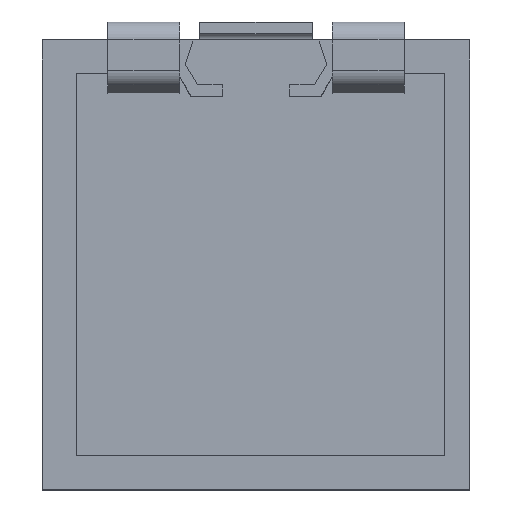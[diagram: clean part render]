
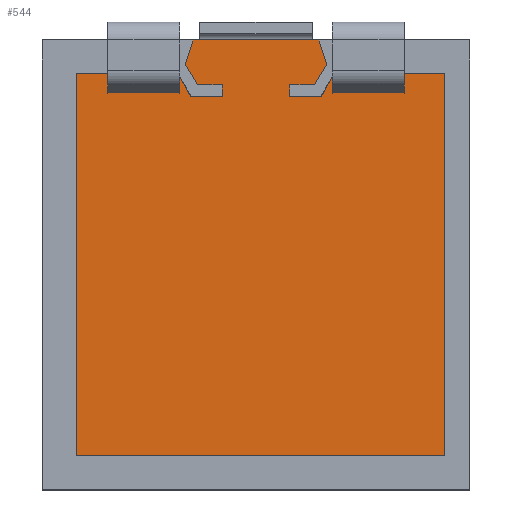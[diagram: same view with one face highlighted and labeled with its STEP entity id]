
A CAD part, top view. The second image highlights one B-rep face of the part: STEP entity #544.
In plain terms, the highlighted planar face has unit normal (0, 0, 1).
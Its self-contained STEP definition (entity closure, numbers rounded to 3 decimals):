
#544=ADVANCED_FACE('',(#1183),#1184,.T.);
#1183=FACE_OUTER_BOUND('',#2157,.T.);
#1184=PLANE('',#2158);
#2157=EDGE_LOOP('',(#4201,#4202,#4203,#4204,#4205,#4206,#4207,#4208,#4209,#4210,#4211,#4212,#4213,#4214,#4215,#4216,#4217,#4218));
#2158=AXIS2_PLACEMENT_3D('',#4219,#4220,#4221);
#4201=ORIENTED_EDGE('',*,*,#8002,.T.);
#4202=ORIENTED_EDGE('',*,*,#8003,.T.);
#4203=ORIENTED_EDGE('',*,*,#8004,.T.);
#4204=ORIENTED_EDGE('',*,*,#8005,.T.);
#4205=ORIENTED_EDGE('',*,*,#8006,.T.);
#4206=ORIENTED_EDGE('',*,*,#8007,.T.);
#4207=ORIENTED_EDGE('',*,*,#8008,.T.);
#4208=ORIENTED_EDGE('',*,*,#8009,.T.);
#4209=ORIENTED_EDGE('',*,*,#8010,.T.);
#4210=ORIENTED_EDGE('',*,*,#8011,.T.);
#4211=ORIENTED_EDGE('',*,*,#8001,.T.);
#4212=ORIENTED_EDGE('',*,*,#8012,.T.);
#4213=ORIENTED_EDGE('',*,*,#8013,.T.);
#4214=ORIENTED_EDGE('',*,*,#8014,.T.);
#4215=ORIENTED_EDGE('',*,*,#8015,.T.);
#4216=ORIENTED_EDGE('',*,*,#8016,.T.);
#4217=ORIENTED_EDGE('',*,*,#8017,.T.);
#4218=ORIENTED_EDGE('',*,*,#8018,.T.);
#4219=CARTESIAN_POINT('',(-0.254,0.445,0.0));
#4220=DIRECTION('',(0.0,0.0,1.0));
#4221=DIRECTION('',(1.0,-0.0,0.0));
#8001=EDGE_CURVE('',#9475,#9479,#9481,.T.);
#8002=EDGE_CURVE('',#9482,#9483,#9484,.T.);
#8003=EDGE_CURVE('',#9483,#9485,#9486,.T.);
#8004=EDGE_CURVE('',#9485,#9487,#9488,.T.);
#8005=EDGE_CURVE('',#9487,#9489,#9490,.T.);
#8006=EDGE_CURVE('',#9489,#9491,#9492,.T.);
#8007=EDGE_CURVE('',#9491,#9493,#9494,.T.);
#8008=EDGE_CURVE('',#9493,#9495,#9496,.T.);
#8009=EDGE_CURVE('',#9495,#9497,#9498,.T.);
#8010=EDGE_CURVE('',#9497,#9499,#9500,.T.);
#8011=EDGE_CURVE('',#9499,#9475,#9501,.T.);
#8012=EDGE_CURVE('',#9479,#9502,#9503,.T.);
#8013=EDGE_CURVE('',#9502,#9504,#9505,.T.);
#8014=EDGE_CURVE('',#9504,#9506,#9507,.T.);
#8015=EDGE_CURVE('',#9506,#9508,#9509,.T.);
#8016=EDGE_CURVE('',#9508,#9510,#9511,.T.);
#8017=EDGE_CURVE('',#9510,#9512,#9513,.T.);
#8018=EDGE_CURVE('',#9512,#9482,#9514,.T.);
#9475=VERTEX_POINT('',#11860);
#9479=VERTEX_POINT('',#11866);
#9481=LINE('',#11869,#11870);
#9482=VERTEX_POINT('',#11871);
#9483=VERTEX_POINT('',#11872);
#9484=LINE('',#11873,#11874);
#9485=VERTEX_POINT('',#11875);
#9486=LINE('',#11876,#11877);
#9487=VERTEX_POINT('',#11878);
#9488=LINE('',#11879,#11880);
#9489=VERTEX_POINT('',#11881);
#9490=LINE('',#11882,#11883);
#9491=VERTEX_POINT('',#11884);
#9492=LINE('',#11885,#11886);
#9493=VERTEX_POINT('',#11887);
#9494=LINE('',#11888,#11889);
#9495=VERTEX_POINT('',#11890);
#9496=LINE('',#11891,#11892);
#9497=VERTEX_POINT('',#11893);
#9498=LINE('',#11894,#11895);
#9499=VERTEX_POINT('',#11896);
#9500=LINE('',#11897,#11898);
#9501=LINE('',#11899,#11900);
#9502=VERTEX_POINT('',#11901);
#9503=LINE('',#11902,#11903);
#9504=VERTEX_POINT('',#11904);
#9505=LINE('',#11905,#11906);
#9506=VERTEX_POINT('',#11907);
#9507=LINE('',#11908,#11909);
#9508=VERTEX_POINT('',#11910);
#9509=LINE('',#11911,#11912);
#9510=VERTEX_POINT('',#11913);
#9511=LINE('',#11914,#11915);
#9512=VERTEX_POINT('',#11916);
#9513=LINE('',#11917,#11918);
#9514=LINE('',#11919,#11920);
#11860=CARTESIAN_POINT('',(0.356,2.286,0.0));
#11866=CARTESIAN_POINT('',(0.495,2.515,0.0));
#11869=CARTESIAN_POINT('',(0.356,2.286,0.0));
#11870=VECTOR('',#15403,0.268);
#11871=CARTESIAN_POINT('',(-1.041,2.159,0.0));
#11872=CARTESIAN_POINT('',(-1.194,2.413,0.0));
#11873=CARTESIAN_POINT('',(-1.041,2.159,0.0));
#11874=VECTOR('',#15404,0.296);
#11875=CARTESIAN_POINT('',(-2.337,2.413,0.0));
#11876=CARTESIAN_POINT('',(-1.194,2.413,0.0));
#11877=VECTOR('',#15405,1.143);
#11878=CARTESIAN_POINT('',(-2.337,-1.905,0.0));
#11879=CARTESIAN_POINT('',(-2.337,2.413,0.0));
#11880=VECTOR('',#15406,4.318);
#11881=CARTESIAN_POINT('',(1.829,-1.905,0.0));
#11882=CARTESIAN_POINT('',(-2.337,-1.905,0.0));
#11883=VECTOR('',#15407,4.166);
#11884=CARTESIAN_POINT('',(1.829,2.413,0.0));
#11885=CARTESIAN_POINT('',(1.829,-1.905,0.0));
#11886=VECTOR('',#15408,4.318);
#11887=CARTESIAN_POINT('',(0.584,2.413,0.0));
#11888=CARTESIAN_POINT('',(1.829,2.413,0.0));
#11889=VECTOR('',#15409,1.245);
#11890=CARTESIAN_POINT('',(0.432,2.159,0.0));
#11891=CARTESIAN_POINT('',(0.584,2.413,0.0));
#11892=VECTOR('',#15410,0.296);
#11893=CARTESIAN_POINT('',(0.076,2.159,0.0));
#11894=CARTESIAN_POINT('',(0.432,2.159,0.0));
#11895=VECTOR('',#15411,0.356);
#11896=CARTESIAN_POINT('',(0.076,2.286,0.0));
#11897=CARTESIAN_POINT('',(0.076,2.159,0.0));
#11898=VECTOR('',#15412,0.127);
#11899=CARTESIAN_POINT('',(0.076,2.286,0.0));
#11900=VECTOR('',#15413,0.279);
#11901=CARTESIAN_POINT('',(0.406,2.794,0.0));
#11902=CARTESIAN_POINT('',(0.495,2.515,0.0));
#11903=VECTOR('',#15414,0.293);
#11904=CARTESIAN_POINT('',(-1.016,2.794,0.0));
#11905=CARTESIAN_POINT('',(0.406,2.794,0.0));
#11906=VECTOR('',#15415,1.422);
#11907=CARTESIAN_POINT('',(-1.105,2.515,0.0));
#11908=CARTESIAN_POINT('',(-1.016,2.794,0.0));
#11909=VECTOR('',#15416,0.293);
#11910=CARTESIAN_POINT('',(-0.965,2.286,0.0));
#11911=CARTESIAN_POINT('',(-1.105,2.515,0.0));
#11912=VECTOR('',#15417,0.268);
#11913=CARTESIAN_POINT('',(-0.686,2.286,0.0));
#11914=CARTESIAN_POINT('',(-0.965,2.286,0.0));
#11915=VECTOR('',#15418,0.279);
#11916=CARTESIAN_POINT('',(-0.686,2.159,0.0));
#11917=CARTESIAN_POINT('',(-0.686,2.286,0.0));
#11918=VECTOR('',#15419,0.127);
#11919=CARTESIAN_POINT('',(-0.686,2.159,0.0));
#11920=VECTOR('',#15420,0.356);
#15403=DIRECTION('',(0.521,0.853,0.0));
#15404=DIRECTION('',(-0.514,0.857,0.0));
#15405=DIRECTION('',(-1.0,0.0,0.0));
#15406=DIRECTION('',(0.0,-1.0,0.0));
#15407=DIRECTION('',(1.0,0.0,0.0));
#15408=DIRECTION('',(0.0,1.0,0.0));
#15409=DIRECTION('',(-1.0,0.,0.0));
#15410=DIRECTION('',(-0.514,-0.857,0.0));
#15411=DIRECTION('',(-1.0,0.,0.0));
#15412=DIRECTION('',(0.0,1.0,0.0));
#15413=DIRECTION('',(1.0,0.,0.0));
#15414=DIRECTION('',(-0.303,0.953,0.0));
#15415=DIRECTION('',(-1.0,0.,0.0));
#15416=DIRECTION('',(-0.303,-0.953,0.0));
#15417=DIRECTION('',(0.521,-0.853,0.0));
#15418=DIRECTION('',(1.0,0.,0.0));
#15419=DIRECTION('',(0.0,-1.0,0.0));
#15420=DIRECTION('',(-1.0,0.,0.0));
